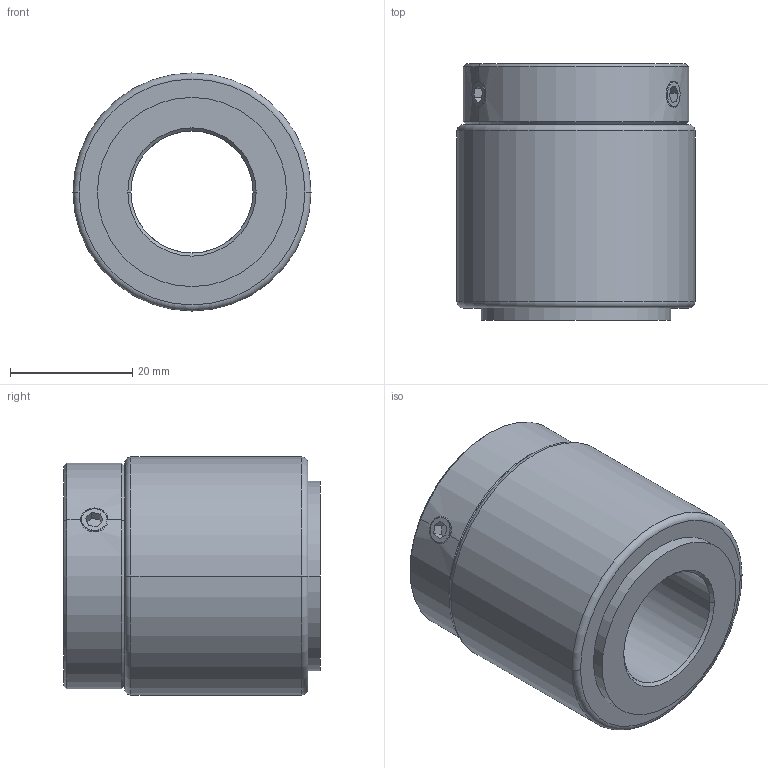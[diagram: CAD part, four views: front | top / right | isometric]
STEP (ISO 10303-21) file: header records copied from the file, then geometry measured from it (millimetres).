
FILE_DESCRIPTION (( 'STEP AP203' ), '1' );
FILE_NAME ('MAG-AM3930C-P08-ID20.STEP', '2020-05-14T01:51:12', ( '' ), ( '' ), 'SwSTEP 2.0', 'SolidWorks 2019', '' );
FILE_SCHEMA (( 'CONFIG_CONTROL_DESIGN' ));
Length unit declared in the file: millimetre
Products named in the file (5): MAG-BSC-OD31-ID20-L42 磁性環襯套; hexagon socket set screw flat point_jis_JIS B 1177 Flat point M5 x 5 --S; MAG-3930-磁圈; MAG-RAL-OD37-ID24-75-L10-M5 鋁束環.SLDPRT; MAG-AM3930C-P08-ID20
Assembly tree (5 placements, depth 2):
  MAG-AM3930C-P08-ID20
    MAG-BSC-OD31-ID20-L42 磁性環襯套
    MAG-3930-磁圈
    MAG-RAL-OD37-ID24-75-L10-M5 鋁束環.SLDPRT
    hexagon socket set screw flat point_jis_JIS B 1177 Flat point M5 x 5 --S  x2
Bounding box: 39 x 42 x 39 mm (x, y, z)
Volume: 34521.3 mm3; surface area: 18022.2 mm2
Topology: 5 solids, 5 shells, 165 faces, 415 edges, 261 vertices
Faces by surface type: cone 73, cylinder 44, plane 41, torus 7
Entity records: 4340 total; most frequent: CARTESIAN_POINT 890, DIRECTION 657, ORIENTED_EDGE 590, EDGE_CURVE 295, AXIS2_PLACEMENT_3D 264, VERTEX_POINT 185, CIRCLE 138, VECTOR 129
